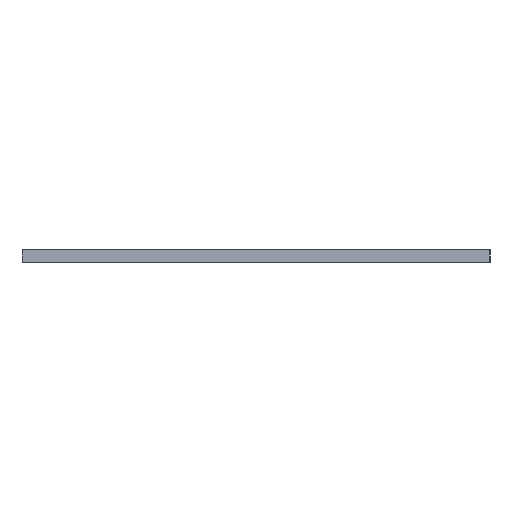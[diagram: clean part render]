
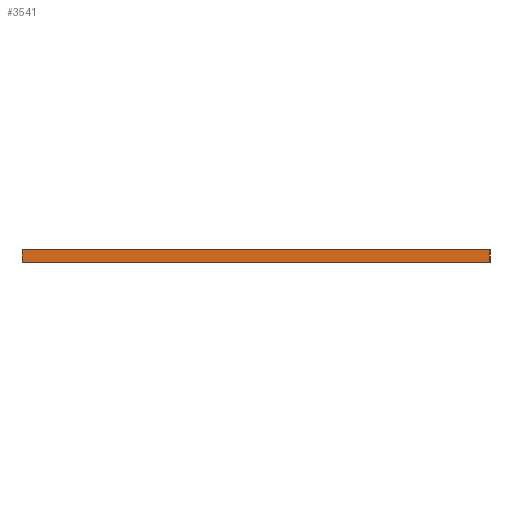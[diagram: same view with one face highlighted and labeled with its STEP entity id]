
A CAD part, left-side view. The second image highlights one B-rep face of the part: STEP entity #3541.
In plain terms, the highlighted planar face has unit normal (-1, 0, 0).
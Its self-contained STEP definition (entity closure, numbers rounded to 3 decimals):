
#767 = LINE ( 'NONE', #11679, #6341 ) ;
#1040 = CARTESIAN_POINT ( 'NONE',  ( -60., 50., 0. ) ) ;
#2425 = DIRECTION ( 'NONE',  ( 0., -1., 0. ) ) ;
#2769 = VECTOR ( 'NONE', #2425, 1000. ) ;
#3196 = LINE ( 'NONE', #11429, #14706 ) ;
#3261 = DIRECTION ( 'NONE',  ( 0., 0., -1. ) ) ;
#3423 = PLANE ( 'NONE',  #5297 ) ;
#3541 = ADVANCED_FACE ( 'NONE', ( #6230 ), #3423, .F. ) ;
#4590 = CARTESIAN_POINT ( 'NONE',  ( -60., -50., 3. ) ) ;
#5297 = AXIS2_PLACEMENT_3D ( 'NONE', #4590, #12485, #8016 ) ;
#5390 = VERTEX_POINT ( 'NONE', #11730 ) ;
#5631 = CARTESIAN_POINT ( 'NONE',  ( -60., 50., 3. ) ) ;
#5655 = VERTEX_POINT ( 'NONE', #1040 ) ;
#5828 = ORIENTED_EDGE ( 'NONE', *, *, #12642, .T. ) ;
#5836 = LINE ( 'NONE', #9313, #2769 ) ;
#6230 = FACE_OUTER_BOUND ( 'NONE', #7640, .T. ) ;
#6236 = ORIENTED_EDGE ( 'NONE', *, *, #11492, .T. ) ;
#6341 = VECTOR ( 'NONE', #8290, 1000. ) ;
#7640 = EDGE_LOOP ( 'NONE', ( #5828, #11845, #11650, #6236 ) ) ;
#7775 = EDGE_CURVE ( 'NONE', #5390, #10641, #767, .T. ) ;
#8016 = DIRECTION ( 'NONE',  ( 0., 0., -1. ) ) ;
#8290 = DIRECTION ( 'NONE',  ( 0., 0., 1. ) ) ;
#8599 = LINE ( 'NONE', #5631, #12377 ) ;
#9313 = CARTESIAN_POINT ( 'NONE',  ( -60., -50., 0. ) ) ;
#10641 = VERTEX_POINT ( 'NONE', #12269 ) ;
#11429 = CARTESIAN_POINT ( 'NONE',  ( -60., -50., 3. ) ) ;
#11492 = EDGE_CURVE ( 'NONE', #14129, #5655, #8599, .T. ) ;
#11650 = ORIENTED_EDGE ( 'NONE', *, *, #11688, .F. ) ;
#11679 = CARTESIAN_POINT ( 'NONE',  ( -60., -60., -120.416 ) ) ;
#11688 = EDGE_CURVE ( 'NONE', #14129, #10641, #3196, .T. ) ;
#11730 = CARTESIAN_POINT ( 'NONE',  ( -60., -60., 0. ) ) ;
#11845 = ORIENTED_EDGE ( 'NONE', *, *, #7775, .T. ) ;
#12269 = CARTESIAN_POINT ( 'NONE',  ( -60., -60., 3. ) ) ;
#12377 = VECTOR ( 'NONE', #3261, 1000. ) ;
#12456 = CARTESIAN_POINT ( 'NONE',  ( -60., 50., 3. ) ) ;
#12485 = DIRECTION ( 'NONE',  ( 1., 0., 0. ) ) ;
#12642 = EDGE_CURVE ( 'NONE', #5655, #5390, #5836, .T. ) ;
#14129 = VERTEX_POINT ( 'NONE', #12456 ) ;
#14706 = VECTOR ( 'NONE', #14874, 1000. ) ;
#14874 = DIRECTION ( 'NONE',  ( 0., -1., 0. ) ) ;
